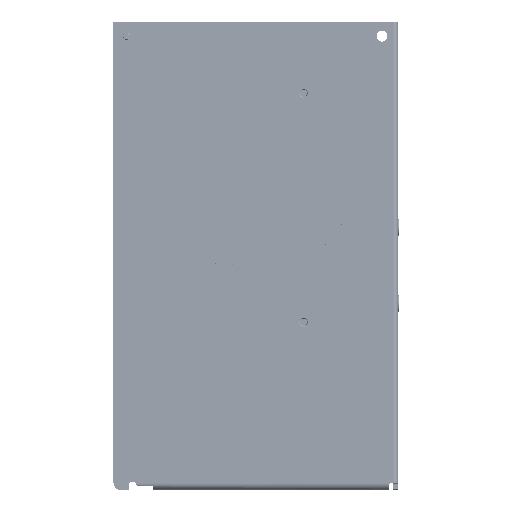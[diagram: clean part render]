
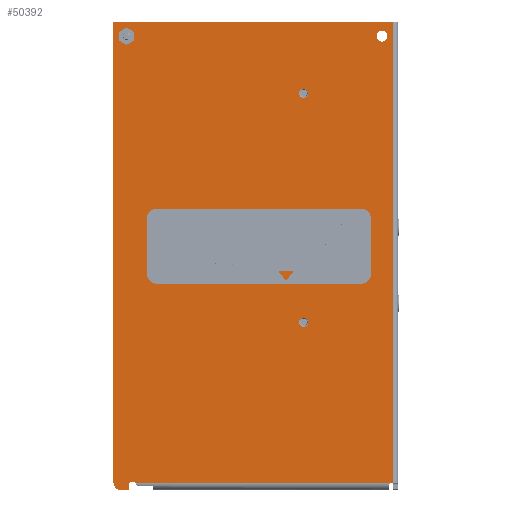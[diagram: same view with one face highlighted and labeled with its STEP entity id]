
A CAD part, front view. The second image highlights one B-rep face of the part: STEP entity #50392.
In plain terms, the highlighted planar face has unit normal (0, -1, 0).
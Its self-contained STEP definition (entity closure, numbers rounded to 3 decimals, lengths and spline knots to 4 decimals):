
#1814=LINE('',#72138,#5891);
#1818=LINE('',#72146,#5895);
#1821=LINE('',#72152,#5898);
#1824=LINE('',#72158,#5901);
#1827=LINE('',#72164,#5904);
#1830=LINE('',#72169,#5907);
#1832=LINE('',#72183,#5909);
#1833=LINE('',#72187,#5910);
#1834=LINE('',#72189,#5911);
#1835=LINE('',#72191,#5912);
#1836=LINE('',#72193,#5913);
#1837=LINE('',#72197,#5914);
#1838=LINE('',#72201,#5915);
#5891=VECTOR('',#58750,0.3937);
#5895=VECTOR('',#58756,0.3937);
#5898=VECTOR('',#58761,0.3937);
#5901=VECTOR('',#58766,0.3937);
#5904=VECTOR('',#58771,0.3937);
#5907=VECTOR('',#58776,0.3937);
#5909=VECTOR('',#58792,0.3937);
#5910=VECTOR('',#58795,0.3937);
#5911=VECTOR('',#58796,0.3937);
#5912=VECTOR('',#58797,0.3937);
#5913=VECTOR('',#58798,0.3937);
#5914=VECTOR('',#58801,0.3937);
#5915=VECTOR('',#58804,0.3937);
#9903=PLANE('',#53995);
#13837=FACE_BOUND('',#18338,.T.);
#13838=FACE_BOUND('',#18339,.T.);
#13839=FACE_BOUND('',#18340,.T.);
#13840=FACE_BOUND('',#18341,.T.);
#15144=FACE_OUTER_BOUND('',#18337,.T.);
#18337=EDGE_LOOP('',(#36196,#36197,#36198,#36199,#36200,#36201,#36202,#36203,
#36204,#36205,#36206));
#18338=EDGE_LOOP('',(#36207,#36208,#36209,#36210,#36211,#36212));
#18339=EDGE_LOOP('',(#36213));
#18340=EDGE_LOOP('',(#36214));
#18341=EDGE_LOOP('',(#36215));
#22786=CIRCLE('',#53991,0.0725);
#22788=CIRCLE('',#53994,0.061);
#22789=CIRCLE('',#53996,0.03);
#22790=CIRCLE('',#53997,0.1);
#22791=CIRCLE('',#53998,0.015);
#22792=CIRCLE('',#53999,0.05);
#22793=CIRCLE('',#54000,0.061);
#24542=VERTEX_POINT('',#72136);
#24543=VERTEX_POINT('',#72137);
#24546=VERTEX_POINT('',#72145);
#24548=VERTEX_POINT('',#72151);
#24550=VERTEX_POINT('',#72157);
#24552=VERTEX_POINT('',#72163);
#24554=VERTEX_POINT('',#72173);
#24556=VERTEX_POINT('',#72178);
#24557=VERTEX_POINT('',#72181);
#24558=VERTEX_POINT('',#72182);
#24559=VERTEX_POINT('',#72184);
#24560=VERTEX_POINT('',#72186);
#24561=VERTEX_POINT('',#72188);
#24562=VERTEX_POINT('',#72190);
#24563=VERTEX_POINT('',#72192);
#24564=VERTEX_POINT('',#72194);
#24565=VERTEX_POINT('',#72196);
#24566=VERTEX_POINT('',#72198);
#24567=VERTEX_POINT('',#72200);
#24568=VERTEX_POINT('',#72203);
#29317=EDGE_CURVE('',#24542,#24543,#1814,.T.);
#29321=EDGE_CURVE('',#24546,#24542,#1818,.T.);
#29324=EDGE_CURVE('',#24548,#24546,#1821,.T.);
#29327=EDGE_CURVE('',#24550,#24548,#1824,.T.);
#29330=EDGE_CURVE('',#24552,#24550,#1827,.T.);
#29333=EDGE_CURVE('',#24543,#24552,#1830,.T.);
#29335=EDGE_CURVE('',#24554,#24554,#22786,.T.);
#29337=EDGE_CURVE('',#24556,#24556,#22788,.T.);
#29338=EDGE_CURVE('',#24557,#24558,#1832,.T.);
#29339=EDGE_CURVE('',#24559,#24557,#22789,.T.);
#29340=EDGE_CURVE('',#24559,#24560,#1833,.T.);
#29341=EDGE_CURVE('',#24561,#24560,#1834,.T.);
#29342=EDGE_CURVE('',#24562,#24561,#1835,.T.);
#29343=EDGE_CURVE('',#24562,#24563,#1836,.T.);
#29344=EDGE_CURVE('',#24564,#24563,#22790,.T.);
#29345=EDGE_CURVE('',#24565,#24564,#1837,.T.);
#29346=EDGE_CURVE('',#24566,#24565,#22791,.T.);
#29347=EDGE_CURVE('',#24566,#24567,#1838,.T.);
#29348=EDGE_CURVE('',#24567,#24558,#22792,.T.);
#29349=EDGE_CURVE('',#24568,#24568,#22793,.T.);
#36196=ORIENTED_EDGE('',*,*,#29338,.F.);
#36197=ORIENTED_EDGE('',*,*,#29339,.F.);
#36198=ORIENTED_EDGE('',*,*,#29340,.T.);
#36199=ORIENTED_EDGE('',*,*,#29341,.F.);
#36200=ORIENTED_EDGE('',*,*,#29342,.F.);
#36201=ORIENTED_EDGE('',*,*,#29343,.T.);
#36202=ORIENTED_EDGE('',*,*,#29344,.F.);
#36203=ORIENTED_EDGE('',*,*,#29345,.F.);
#36204=ORIENTED_EDGE('',*,*,#29346,.F.);
#36205=ORIENTED_EDGE('',*,*,#29347,.T.);
#36206=ORIENTED_EDGE('',*,*,#29348,.T.);
#36207=ORIENTED_EDGE('',*,*,#29317,.T.);
#36208=ORIENTED_EDGE('',*,*,#29333,.T.);
#36209=ORIENTED_EDGE('',*,*,#29330,.T.);
#36210=ORIENTED_EDGE('',*,*,#29327,.T.);
#36211=ORIENTED_EDGE('',*,*,#29324,.T.);
#36212=ORIENTED_EDGE('',*,*,#29321,.T.);
#36213=ORIENTED_EDGE('',*,*,#29335,.T.);
#36214=ORIENTED_EDGE('',*,*,#29349,.F.);
#36215=ORIENTED_EDGE('',*,*,#29337,.F.);
#50392=ADVANCED_FACE('',(#15144,#13837,#13838,#13839,#13840),#9903,.T.);
#53991=AXIS2_PLACEMENT_3D('',#72174,#58782,#58783);
#53994=AXIS2_PLACEMENT_3D('',#72179,#58788,#58789);
#53995=AXIS2_PLACEMENT_3D('',#72180,#58790,#58791);
#53996=AXIS2_PLACEMENT_3D('',#72185,#58793,#58794);
#53997=AXIS2_PLACEMENT_3D('',#72195,#58799,#58800);
#53998=AXIS2_PLACEMENT_3D('',#72199,#58802,#58803);
#53999=AXIS2_PLACEMENT_3D('',#72202,#58805,#58806);
#54000=AXIS2_PLACEMENT_3D('',#72204,#58807,#58808);
#58750=DIRECTION('',(-0.866,0.,-0.5));
#58756=DIRECTION('',(0.,0.,-1.));
#58761=DIRECTION('',(0.866,0.,-0.5));
#58766=DIRECTION('',(0.866,0.,0.5));
#58771=DIRECTION('',(0.,0.,1.));
#58776=DIRECTION('',(-0.866,0.,0.5));
#58782=DIRECTION('center_axis',(0.,1.,0.));
#58783=DIRECTION('ref_axis',(1.,0.,0.));
#58788=DIRECTION('center_axis',(0.,-1.,0.));
#58789=DIRECTION('ref_axis',(-1.,0.,0.));
#58790=DIRECTION('center_axis',(0.,-1.,0.));
#58791=DIRECTION('ref_axis',(-1.,0.,0.));
#58792=DIRECTION('',(-1.,0.,0.));
#58793=DIRECTION('center_axis',(0.,-1.,0.));
#58794=DIRECTION('ref_axis',(-0.707,0.,0.707));
#58795=DIRECTION('',(1.,0.,0.));
#58796=DIRECTION('',(0.,0.,-1.));
#58797=DIRECTION('',(1.,0.,0.));
#58798=DIRECTION('',(0.,0.,-1.));
#58799=DIRECTION('center_axis',(0.,1.,0.));
#58800=DIRECTION('ref_axis',(-0.707,0.,-0.707));
#58801=DIRECTION('',(-1.,0.,0.));
#58802=DIRECTION('center_axis',(0.,1.,0.));
#58803=DIRECTION('ref_axis',(0.707,0.,-0.707));
#58804=DIRECTION('',(0.,0.,1.));
#58805=DIRECTION('center_axis',(0.,1.,0.));
#58806=DIRECTION('ref_axis',(-1.,0.,0.));
#58807=DIRECTION('center_axis',(0.,-1.,0.));
#58808=DIRECTION('ref_axis',(-1.,0.,0.));
#72136=CARTESIAN_POINT('',(0.275,0.,-0.2427));
#72137=CARTESIAN_POINT('',(0.175,0.,-0.3005));
#72138=CARTESIAN_POINT('',(1.6326,0.,0.541));
#72145=CARTESIAN_POINT('',(0.275,0.,-0.1273));
#72146=CARTESIAN_POINT('',(0.275,0.,-0.0636));
#72151=CARTESIAN_POINT('',(0.175,0.,-0.0695));
#72152=CARTESIAN_POINT('',(1.5024,0.,-0.8359));
#72157=CARTESIAN_POINT('',(0.075,0.,-0.1273));
#72158=CARTESIAN_POINT('',(1.4826,0.,0.6854));
#72163=CARTESIAN_POINT('',(0.075,0.,-0.2427));
#72164=CARTESIAN_POINT('',(0.075,0.,-0.1214));
#72169=CARTESIAN_POINT('',(1.4524,0.,-1.038));
#72173=CARTESIAN_POINT('',(3.6725,0.,-0.185));
#72174=CARTESIAN_POINT('Origin',(3.6,0.,-0.185));
#72178=CARTESIAN_POINT('',(2.611,0.,-4.02));
#72179=CARTESIAN_POINT('Origin',(2.55,0.,-4.02));
#72180=CARTESIAN_POINT('Origin',(3.755,0.,0.));
#72181=CARTESIAN_POINT('',(3.7076,0.,-6.18));
#72182=CARTESIAN_POINT('',(0.295,0.,-6.18));
#72183=CARTESIAN_POINT('',(3.0801,0.,-6.18));
#72184=CARTESIAN_POINT('',(3.73,0.,-6.17));
#72185=CARTESIAN_POINT('Origin',(3.73,0.,-6.2));
#72186=CARTESIAN_POINT('',(3.755,0.,-6.17));
#72187=CARTESIAN_POINT('',(3.785,0.,-6.17));
#72188=CARTESIAN_POINT('',(3.755,0.,0.));
#72189=CARTESIAN_POINT('',(3.755,0.,0.));
#72190=CARTESIAN_POINT('',(0.,0.,0.));
#72191=CARTESIAN_POINT('',(0.,0.,0.));
#72192=CARTESIAN_POINT('',(0.,0.,-6.17));
#72193=CARTESIAN_POINT('',(0.,0.,0.));
#72194=CARTESIAN_POINT('',(0.1,0.,-6.27));
#72195=CARTESIAN_POINT('Origin',(0.1,0.,-6.17));
#72196=CARTESIAN_POINT('',(0.19,0.,-6.27));
#72197=CARTESIAN_POINT('',(0.,0.,-6.27));
#72198=CARTESIAN_POINT('',(0.205,0.,-6.255));
#72199=CARTESIAN_POINT('Origin',(0.19,0.,-6.255));
#72200=CARTESIAN_POINT('',(0.205,0.,-6.21));
#72201=CARTESIAN_POINT('',(0.205,0.,-3.105));
#72202=CARTESIAN_POINT('Origin',(0.255,0.,-6.21));
#72203=CARTESIAN_POINT('',(2.611,0.,-0.95));
#72204=CARTESIAN_POINT('Origin',(2.55,0.,-0.95));
